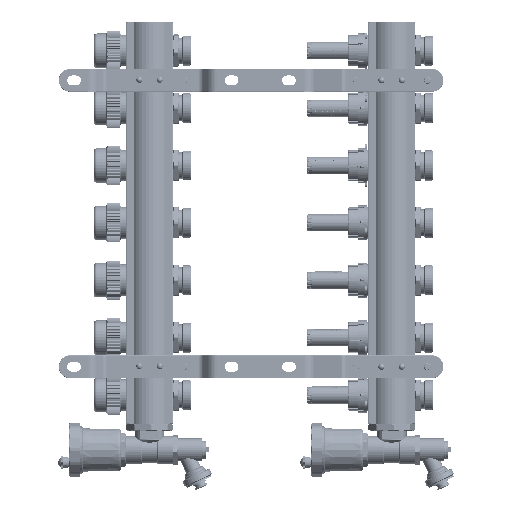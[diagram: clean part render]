
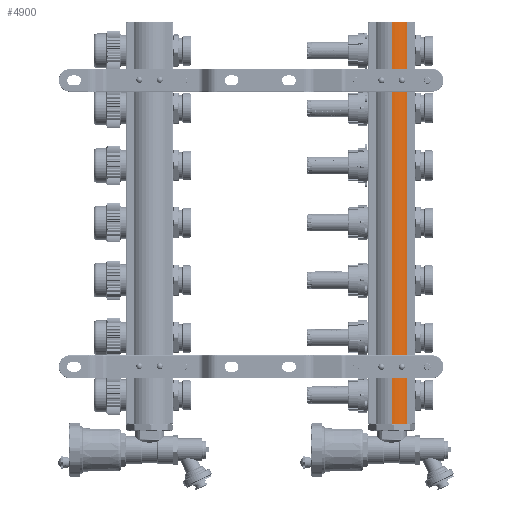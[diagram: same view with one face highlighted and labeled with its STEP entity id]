
A CAD part, left-side view. The second image highlights one B-rep face of the part: STEP entity #4900.
In plain terms, the highlighted cylindrical face has radius 18.2 mm (diameter 36.4 mm), a partial arc.
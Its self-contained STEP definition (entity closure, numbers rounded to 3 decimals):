
#989 = CIRCLE ( 'NONE', #28503, 18.2 ) ;
#1858 = CARTESIAN_POINT ( 'NONE',  ( -18.2, 0., 350. ) ) ;
#4900 = ADVANCED_FACE ( 'NONE', ( #6104 ), #69372, .T. ) ;
#6104 = FACE_OUTER_BOUND ( 'NONE', #46443, .T. ) ;
#6197 = EDGE_CURVE ( 'NONE', #99613, #42318, #48292, .T. ) ;
#9644 = EDGE_CURVE ( 'NONE', #42318, #33273, #85723, .T. ) ;
#13092 = DIRECTION ( 'NONE',  ( 0., 0., 1. ) ) ;
#16081 = CARTESIAN_POINT ( 'NONE',  ( -12., -13.684, 350. ) ) ;
#17454 = DIRECTION ( 'NONE',  ( 0., 0., -1. ) ) ;
#27853 = VECTOR ( 'NONE', #17454, 1000. ) ;
#28503 = AXIS2_PLACEMENT_3D ( 'NONE', #44637, #13092, #76481 ) ;
#28594 = DIRECTION ( 'NONE',  ( 0., 0., 1. ) ) ;
#29609 = ORIENTED_EDGE ( 'NONE', *, *, #6197, .T. ) ;
#30262 = CARTESIAN_POINT ( 'NONE',  ( -12., -13.684, 350. ) ) ;
#33273 = VERTEX_POINT ( 'NONE', #99746 ) ;
#33379 = AXIS2_PLACEMENT_3D ( 'NONE', #92031, #28594, #52877 ) ;
#36395 = VERTEX_POINT ( 'NONE', #30262 ) ;
#36620 = LINE ( 'NONE', #16081, #27853 ) ;
#40392 = CARTESIAN_POINT ( 'NONE',  ( 0., 0., 350. ) ) ;
#42318 = VERTEX_POINT ( 'NONE', #93205 ) ;
#44637 = CARTESIAN_POINT ( 'NONE',  ( 0., 0., 350. ) ) ;
#45172 = ORIENTED_EDGE ( 'NONE', *, *, #100124, .F. ) ;
#46443 = EDGE_LOOP ( 'NONE', ( #45172, #29609, #89602, #97967 ) ) ;
#48292 = LINE ( 'NONE', #1858, #64418 ) ;
#50073 = DIRECTION ( 'NONE',  ( -1., 0., 0. ) ) ;
#52877 = DIRECTION ( 'NONE',  ( 1., 0., 0. ) ) ;
#54747 = CARTESIAN_POINT ( 'NONE',  ( -18.2, 0., 350. ) ) ;
#56613 = EDGE_CURVE ( 'NONE', #36395, #33273, #36620, .T. ) ;
#64418 = VECTOR ( 'NONE', #81168, 1000. ) ;
#69059 = AXIS2_PLACEMENT_3D ( 'NONE', #40392, #89864, #50073 ) ;
#69372 = CYLINDRICAL_SURFACE ( 'NONE', #69059, 18.2 ) ;
#76481 = DIRECTION ( 'NONE',  ( 1., 0., 0. ) ) ;
#81168 = DIRECTION ( 'NONE',  ( 0., 0., -1. ) ) ;
#85723 = CIRCLE ( 'NONE', #33379, 18.2 ) ;
#89602 = ORIENTED_EDGE ( 'NONE', *, *, #9644, .T. ) ;
#89864 = DIRECTION ( 'NONE',  ( 0., 0., -1. ) ) ;
#92031 = CARTESIAN_POINT ( 'NONE',  ( 0., 0., 0. ) ) ;
#93205 = CARTESIAN_POINT ( 'NONE',  ( -18.2, 0., 0. ) ) ;
#97967 = ORIENTED_EDGE ( 'NONE', *, *, #56613, .F. ) ;
#99613 = VERTEX_POINT ( 'NONE', #54747 ) ;
#99746 = CARTESIAN_POINT ( 'NONE',  ( -12., -13.684, 0. ) ) ;
#100124 = EDGE_CURVE ( 'NONE', #99613, #36395, #989, .T. ) ;
